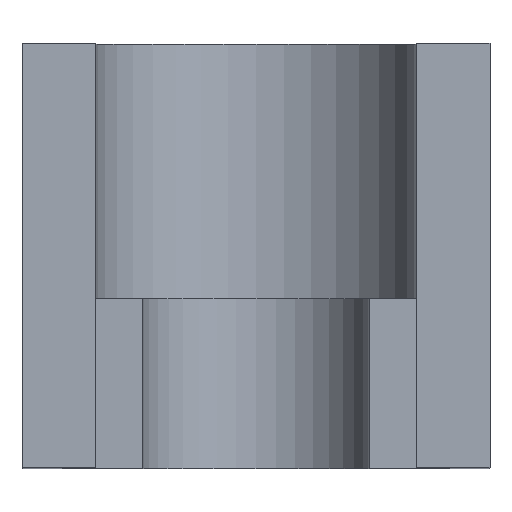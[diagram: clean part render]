
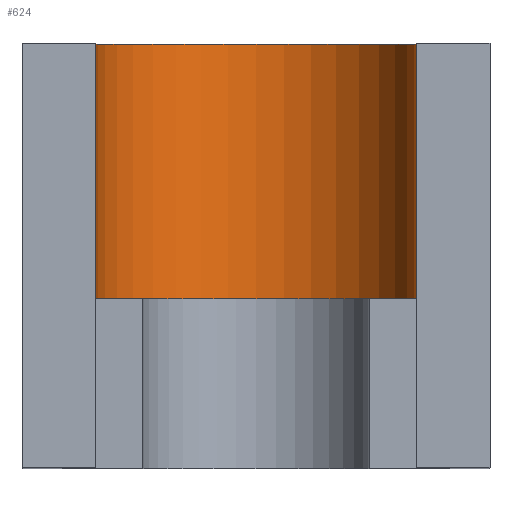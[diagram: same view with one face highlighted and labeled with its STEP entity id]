
A CAD part, top view. The second image highlights one B-rep face of the part: STEP entity #624.
In plain terms, the highlighted cylindrical face has radius 7.55 mm (diameter 15.1 mm), a partial arc.
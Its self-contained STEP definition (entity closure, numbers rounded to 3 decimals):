
#26=CYLINDRICAL_SURFACE('',#704,7.55);
#69=CIRCLE('',#703,7.55);
#70=CIRCLE('',#705,7.55);
#97=FACE_OUTER_BOUND('',#145,.T.);
#145=EDGE_LOOP('',(#518,#519,#520,#521));
#192=LINE('',#1038,#246);
#194=LINE('',#1044,#248);
#246=VECTOR('',#851,10.);
#248=VECTOR('',#855,10.);
#310=VERTEX_POINT('',#1032);
#312=VERTEX_POINT('',#1036);
#314=VERTEX_POINT('',#1041);
#315=VERTEX_POINT('',#1043);
#382=EDGE_CURVE('',#312,#310,#192,.T.);
#384=EDGE_CURVE('',#315,#314,#194,.T.);
#393=EDGE_CURVE('',#315,#312,#69,.T.);
#394=EDGE_CURVE('',#314,#310,#70,.T.);
#518=ORIENTED_EDGE('',*,*,#382,.F.);
#519=ORIENTED_EDGE('',*,*,#393,.F.);
#520=ORIENTED_EDGE('',*,*,#384,.T.);
#521=ORIENTED_EDGE('',*,*,#394,.T.);
#624=ADVANCED_FACE('',(#97),#26,.F.);
#703=AXIS2_PLACEMENT_3D('',#1059,#867,#868);
#704=AXIS2_PLACEMENT_3D('',#1060,#869,#870);
#705=AXIS2_PLACEMENT_3D('',#1061,#871,#872);
#851=DIRECTION('',(0.,-1.,0.));
#855=DIRECTION('',(0.,-1.,0.));
#867=DIRECTION('center_axis',(0.,-1.,0.));
#868=DIRECTION('ref_axis',(1.,0.,0.));
#869=DIRECTION('center_axis',(0.,1.,0.));
#870=DIRECTION('ref_axis',(1.,0.,0.));
#871=DIRECTION('center_axis',(0.,-1.,0.));
#872=DIRECTION('ref_axis',(1.,0.,0.));
#1032=CARTESIAN_POINT('',(7.55,3.,0.));
#1036=CARTESIAN_POINT('',(7.55,15.,0.));
#1038=CARTESIAN_POINT('',(7.55,0.,0.));
#1041=CARTESIAN_POINT('',(-7.55,3.,0.));
#1043=CARTESIAN_POINT('',(-7.55,15.,0.));
#1044=CARTESIAN_POINT('',(-7.55,0.,0.));
#1059=CARTESIAN_POINT('Origin',(0.,15.,0.));
#1060=CARTESIAN_POINT('Origin',(0.,0.,0.));
#1061=CARTESIAN_POINT('Origin',(0.,3.,0.));
